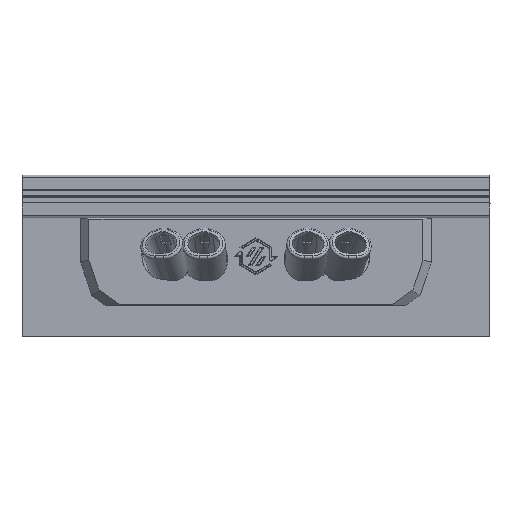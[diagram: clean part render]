
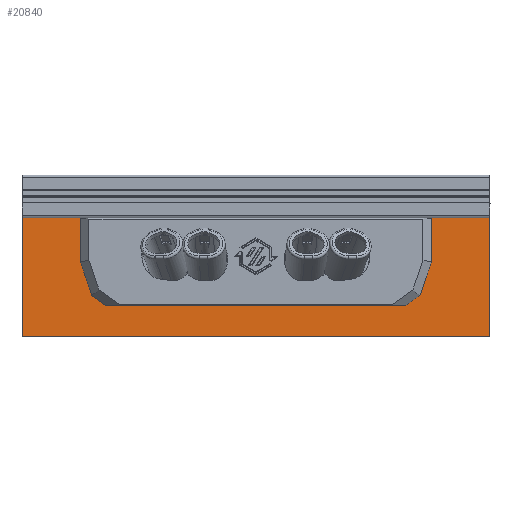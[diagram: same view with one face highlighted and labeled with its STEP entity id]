
A CAD part, front view. The second image highlights one B-rep face of the part: STEP entity #20840.
In plain terms, the highlighted face is planar.
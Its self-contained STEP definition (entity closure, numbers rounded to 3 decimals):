
#1084=FACE_OUTER_BOUND('',#2281,.T.);
#2281=EDGE_LOOP('',(#14157,#14158,#14159,#14160,#14161,#14162,#14163,#14164,
#14165,#14166,#14167,#14168));
#3496=CIRCLE('',#22201,2.);
#3497=CIRCLE('',#22204,2.);
#3498=CIRCLE('',#22209,3.5);
#3499=CIRCLE('',#22211,3.5);
#4243=LINE('',#30047,#6479);
#4256=LINE('',#30082,#6492);
#4259=LINE('',#30091,#6495);
#4261=LINE('',#30094,#6497);
#4262=LINE('',#30098,#6498);
#4266=LINE('',#30108,#6502);
#4268=LINE('',#30112,#6504);
#4269=LINE('',#30114,#6505);
#6479=VECTOR('',#24248,10.);
#6492=VECTOR('',#24277,10.);
#6495=VECTOR('',#24286,10.);
#6497=VECTOR('',#24290,10.);
#6498=VECTOR('',#24293,10.);
#6502=VECTOR('',#24307,10.);
#6504=VECTOR('',#24311,10.);
#6505=VECTOR('',#24314,10.);
#8657=VERTEX_POINT('',#30043);
#8659=VERTEX_POINT('',#30046);
#8671=VERTEX_POINT('',#30074);
#8672=VERTEX_POINT('',#30075);
#8673=VERTEX_POINT('',#30080);
#8674=VERTEX_POINT('',#30084);
#8675=VERTEX_POINT('',#30086);
#8676=VERTEX_POINT('',#30090);
#8677=VERTEX_POINT('',#30096);
#8678=VERTEX_POINT('',#30097);
#8679=VERTEX_POINT('',#30106);
#8680=VERTEX_POINT('',#30110);
#10756=EDGE_CURVE('',#8657,#8659,#4243,.T.);
#10770=EDGE_CURVE('',#8671,#8672,#3496,.T.);
#10774=EDGE_CURVE('',#8673,#8671,#4256,.T.);
#10776=EDGE_CURVE('',#8674,#8675,#3497,.T.);
#10778=EDGE_CURVE('',#8675,#8676,#4259,.T.);
#10780=EDGE_CURVE('',#8659,#8674,#4261,.T.);
#10781=EDGE_CURVE('',#8677,#8678,#4262,.T.);
#10784=EDGE_CURVE('',#8678,#8673,#3498,.T.);
#10785=EDGE_CURVE('',#8676,#8677,#3499,.T.);
#10787=EDGE_CURVE('',#8672,#8679,#4266,.T.);
#10789=EDGE_CURVE('',#8679,#8680,#4268,.T.);
#10790=EDGE_CURVE('',#8680,#8657,#4269,.T.);
#14157=ORIENTED_EDGE('',*,*,#10790,.F.);
#14158=ORIENTED_EDGE('',*,*,#10789,.F.);
#14159=ORIENTED_EDGE('',*,*,#10787,.F.);
#14160=ORIENTED_EDGE('',*,*,#10770,.F.);
#14161=ORIENTED_EDGE('',*,*,#10774,.F.);
#14162=ORIENTED_EDGE('',*,*,#10784,.F.);
#14163=ORIENTED_EDGE('',*,*,#10781,.F.);
#14164=ORIENTED_EDGE('',*,*,#10785,.F.);
#14165=ORIENTED_EDGE('',*,*,#10778,.F.);
#14166=ORIENTED_EDGE('',*,*,#10776,.F.);
#14167=ORIENTED_EDGE('',*,*,#10780,.F.);
#14168=ORIENTED_EDGE('',*,*,#10756,.F.);
#20019=PLANE('',#22214);
#20840=ADVANCED_FACE('',(#1084),#20019,.T.);
#22201=AXIS2_PLACEMENT_3D('',#30076,#24270,#24271);
#22204=AXIS2_PLACEMENT_3D('',#30087,#24281,#24282);
#22209=AXIS2_PLACEMENT_3D('',#30102,#24298,#24299);
#22211=AXIS2_PLACEMENT_3D('',#30104,#24302,#24303);
#22214=AXIS2_PLACEMENT_3D('',#30113,#24312,#24313);
#24248=DIRECTION('',(0.,0.,1.));
#24270=DIRECTION('center_axis',(1.,0.,0.));
#24271=DIRECTION('ref_axis',(0.,0.707,0.707));
#24277=DIRECTION('',(0.,0.,1.));
#24281=DIRECTION('center_axis',(1.,0.,0.));
#24282=DIRECTION('ref_axis',(0.,-0.707,0.707));
#24286=DIRECTION('',(0.,0.,-1.));
#24290=DIRECTION('',(0.,-1.,0.));
#24293=DIRECTION('',(0.,-1.,0.));
#24298=DIRECTION('center_axis',(-1.,0.,0.));
#24299=DIRECTION('ref_axis',(0.,-0.707,-0.707));
#24302=DIRECTION('center_axis',(-1.,0.,0.));
#24303=DIRECTION('ref_axis',(0.,0.707,-0.707));
#24307=DIRECTION('',(0.,-1.,0.));
#24311=DIRECTION('',(0.,0.,-1.));
#24312=DIRECTION('center_axis',(-1.,0.,0.));
#24313=DIRECTION('ref_axis',(0.,0.,
1.));
#24314=DIRECTION('',(0.,1.,0.));
#30043=CARTESIAN_POINT('',(-25.493,-53.046,298.9));
#30046=CARTESIAN_POINT('',(-25.493,-53.046,361.5));
#30047=CARTESIAN_POINT('',(-25.493,-53.046,177.489));
#30074=CARTESIAN_POINT('',(-25.493,-236.5,359.5));
#30075=CARTESIAN_POINT('',(-25.493,-238.5,361.5));
#30076=CARTESIAN_POINT('Origin',(-25.493,-238.5,359.5));
#30080=CARTESIAN_POINT('',(-25.493,-236.5,322.5));
#30082=CARTESIAN_POINT('',(-25.493,-236.5,260.989));
#30084=CARTESIAN_POINT('',(-25.493,-87.5,361.5));
#30086=CARTESIAN_POINT('',(-25.493,-89.5,359.5));
#30087=CARTESIAN_POINT('Origin',(-25.493,-87.5,359.5));
#30090=CARTESIAN_POINT('',(-25.493,-89.5,322.5));
#30091=CARTESIAN_POINT('',(-25.493,-89.5,241.439));
#30094=CARTESIAN_POINT('',(-25.493,-259.023,361.5));
#30096=CARTESIAN_POINT('',(-25.493,-93.,319.));
#30097=CARTESIAN_POINT('',(-25.493,-233.,319.));
#30098=CARTESIAN_POINT('',(-25.493,-130.911,319.));
#30102=CARTESIAN_POINT('Origin',(-25.493,-233.,322.5));
#30104=CARTESIAN_POINT('Origin',(-25.493,-93.,322.5));
#30106=CARTESIAN_POINT('',(-25.493,-273.046,361.5));
#30108=CARTESIAN_POINT('',(-25.493,-259.023,361.5));
#30110=CARTESIAN_POINT('',(-25.493,-273.046,298.9));
#30112=CARTESIAN_POINT('',(-25.493,-273.046,177.489));
#30113=CARTESIAN_POINT('Origin',(-25.493,-163.023,194.977));
#30114=CARTESIAN_POINT('',(-25.493,-163.034,298.9));
